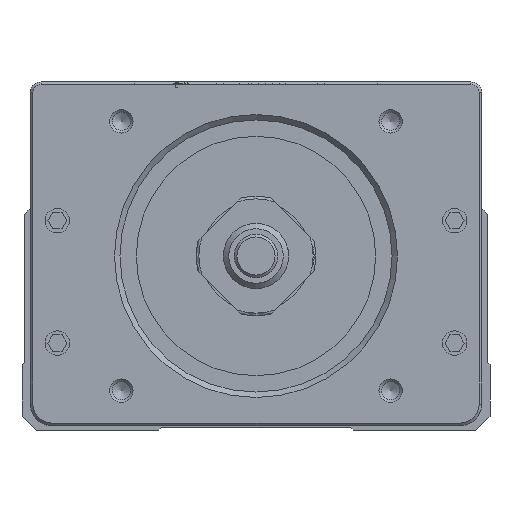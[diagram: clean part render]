
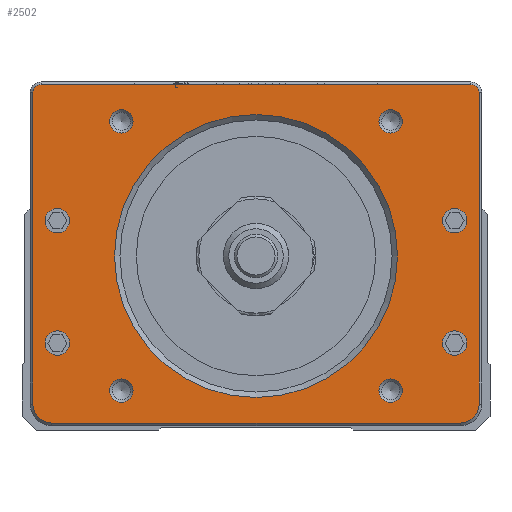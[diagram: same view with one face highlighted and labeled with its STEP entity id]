
A CAD part, front view. The second image highlights one B-rep face of the part: STEP entity #2502.
In plain terms, the highlighted planar face has unit normal (0, -1, 0).
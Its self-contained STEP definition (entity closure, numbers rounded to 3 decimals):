
#967=FACE_BOUND('',#5290,.T.);
#968=FACE_BOUND('',#5291,.T.);
#969=FACE_BOUND('',#5292,.T.);
#970=FACE_BOUND('',#5293,.T.);
#971=FACE_BOUND('',#5294,.T.);
#972=FACE_BOUND('',#5295,.T.);
#973=FACE_BOUND('',#5296,.T.);
#974=FACE_BOUND('',#5297,.T.);
#975=FACE_BOUND('',#5298,.T.);
#976=FACE_BOUND('',#5299,.T.);
#1715=CIRCLE('',#20370,2.15);
#1716=CIRCLE('',#20371,2.15);
#1717=CIRCLE('',#20372,2.15);
#1718=CIRCLE('',#20373,2.15);
#1719=CIRCLE('',#20374,26.);
#1720=CIRCLE('',#20375,1.5);
#1721=CIRCLE('',#20376,1.5);
#1722=CIRCLE('',#20377,3.5);
#1723=CIRCLE('',#20378,3.5);
#1724=CIRCLE('',#20379,2.25);
#1725=CIRCLE('',#20380,2.25);
#1726=CIRCLE('',#20381,2.25);
#1727=CIRCLE('',#20382,2.25);
#2502=ADVANCED_FACE('',(#967,#968,#969,#970,#971,#972,#973,#974,#975,#976),
#3456,.F.);
#3456=PLANE('',#20383);
#5290=EDGE_LOOP('',(#8852));
#5291=EDGE_LOOP('',(#8853));
#5292=EDGE_LOOP('',(#8854));
#5293=EDGE_LOOP('',(#8855));
#5294=EDGE_LOOP('',(#8856));
#5295=EDGE_LOOP('',(#8857,#8858,#8859,#8860,#8861,#8862,#8863,#8864));
#5296=EDGE_LOOP('',(#8865));
#5297=EDGE_LOOP('',(#8866));
#5298=EDGE_LOOP('',(#8867));
#5299=EDGE_LOOP('',(#8868));
#8852=ORIENTED_EDGE('',*,*,#14764,.T.);
#8853=ORIENTED_EDGE('',*,*,#14765,.T.);
#8854=ORIENTED_EDGE('',*,*,#14766,.T.);
#8855=ORIENTED_EDGE('',*,*,#14767,.T.);
#8856=ORIENTED_EDGE('',*,*,#14768,.T.);
#8857=ORIENTED_EDGE('',*,*,#14769,.T.);
#8858=ORIENTED_EDGE('',*,*,#14770,.T.);
#8859=ORIENTED_EDGE('',*,*,#14771,.T.);
#8860=ORIENTED_EDGE('',*,*,#14772,.T.);
#8861=ORIENTED_EDGE('',*,*,#14773,.T.);
#8862=ORIENTED_EDGE('',*,*,#14774,.T.);
#8863=ORIENTED_EDGE('',*,*,#14775,.T.);
#8864=ORIENTED_EDGE('',*,*,#14776,.T.);
#8865=ORIENTED_EDGE('',*,*,#14777,.T.);
#8866=ORIENTED_EDGE('',*,*,#14778,.T.);
#8867=ORIENTED_EDGE('',*,*,#14779,.T.);
#8868=ORIENTED_EDGE('',*,*,#14780,.T.);
#12510=VERTEX_POINT('',#30691);
#12511=VERTEX_POINT('',#30693);
#12512=VERTEX_POINT('',#30695);
#12513=VERTEX_POINT('',#30697);
#12514=VERTEX_POINT('',#30699);
#12515=VERTEX_POINT('',#30701);
#12516=VERTEX_POINT('',#30702);
#12517=VERTEX_POINT('',#30704);
#12518=VERTEX_POINT('',#30706);
#12519=VERTEX_POINT('',#30708);
#12520=VERTEX_POINT('',#30710);
#12521=VERTEX_POINT('',#30712);
#12522=VERTEX_POINT('',#30714);
#12523=VERTEX_POINT('',#30717);
#12524=VERTEX_POINT('',#30719);
#12525=VERTEX_POINT('',#30721);
#12526=VERTEX_POINT('',#30723);
#14764=EDGE_CURVE('',#12510,#12510,#1715,.T.);
#14765=EDGE_CURVE('',#12511,#12511,#1716,.T.);
#14766=EDGE_CURVE('',#12512,#12512,#1717,.T.);
#14767=EDGE_CURVE('',#12513,#12513,#1718,.T.);
#14768=EDGE_CURVE('',#12514,#12514,#1719,.T.);
#14769=EDGE_CURVE('',#12515,#12516,#16960,.T.);
#14770=EDGE_CURVE('',#12516,#12517,#1720,.T.);
#14771=EDGE_CURVE('',#12517,#12518,#16961,.T.);
#14772=EDGE_CURVE('',#12518,#12519,#1721,.T.);
#14773=EDGE_CURVE('',#12519,#12520,#16962,.T.);
#14774=EDGE_CURVE('',#12520,#12521,#1722,.T.);
#14775=EDGE_CURVE('',#12521,#12522,#16963,.T.);
#14776=EDGE_CURVE('',#12522,#12515,#1723,.T.);
#14777=EDGE_CURVE('',#12523,#12523,#1724,.T.);
#14778=EDGE_CURVE('',#12524,#12524,#1725,.T.);
#14779=EDGE_CURVE('',#12525,#12525,#1726,.T.);
#14780=EDGE_CURVE('',#12526,#12526,#1727,.T.);
#16960=LINE('',#30700,#18795);
#16961=LINE('',#30705,#18796);
#16962=LINE('',#30709,#18797);
#16963=LINE('',#30713,#18798);
#18795=VECTOR('',#24012,1.);
#18796=VECTOR('',#24015,1.);
#18797=VECTOR('',#24018,1.);
#18798=VECTOR('',#24021,1.);
#20370=AXIS2_PLACEMENT_3D('',#30690,#24002,#24003);
#20371=AXIS2_PLACEMENT_3D('',#30692,#24004,#24005);
#20372=AXIS2_PLACEMENT_3D('',#30694,#24006,#24007);
#20373=AXIS2_PLACEMENT_3D('',#30696,#24008,#24009);
#20374=AXIS2_PLACEMENT_3D('',#30698,#24010,#24011);
#20375=AXIS2_PLACEMENT_3D('',#30703,#24013,#24014);
#20376=AXIS2_PLACEMENT_3D('',#30707,#24016,#24017);
#20377=AXIS2_PLACEMENT_3D('',#30711,#24019,#24020);
#20378=AXIS2_PLACEMENT_3D('',#30715,#24022,#24023);
#20379=AXIS2_PLACEMENT_3D('',#30716,#24024,#24025);
#20380=AXIS2_PLACEMENT_3D('',#30718,#24026,#24027);
#20381=AXIS2_PLACEMENT_3D('',#30720,#24028,#24029);
#20382=AXIS2_PLACEMENT_3D('',#30722,#24030,#24031);
#20383=AXIS2_PLACEMENT_3D('',#30724,#24032,#24033);
#24002=DIRECTION('',(0.,1.,0.));
#24003=DIRECTION('',(0.,0.,1.));
#24004=DIRECTION('',(0.,1.,0.));
#24005=DIRECTION('',(0.,0.,1.));
#24006=DIRECTION('',(0.,1.,0.));
#24007=DIRECTION('',(0.,0.,1.));
#24008=DIRECTION('',(0.,1.,0.));
#24009=DIRECTION('',(0.,0.,1.));
#24010=DIRECTION('',(0.,1.,0.));
#24011=DIRECTION('',(0.,0.,1.));
#24012=DIRECTION('',(0.,0.,1.));
#24013=DIRECTION('',(0.,-1.,0.));
#24014=DIRECTION('',(0.,0.,1.));
#24015=DIRECTION('',(-1.,0.,0.));
#24016=DIRECTION('',(0.,-1.,0.));
#24017=DIRECTION('',(0.,0.,1.));
#24018=DIRECTION('',(0.,0.,-1.));
#24019=DIRECTION('',(0.,-1.,0.));
#24020=DIRECTION('',(0.,0.,1.));
#24021=DIRECTION('',(1.,0.,0.));
#24022=DIRECTION('',(0.,-1.,0.));
#24023=DIRECTION('',(0.,0.,1.));
#24024=DIRECTION('',(0.,1.,0.));
#24025=DIRECTION('',(0.,0.,1.));
#24026=DIRECTION('',(0.,1.,0.));
#24027=DIRECTION('',(0.,0.,1.));
#24028=DIRECTION('',(0.,1.,0.));
#24029=DIRECTION('',(0.,0.,1.));
#24030=DIRECTION('',(0.,1.,0.));
#24031=DIRECTION('',(0.,0.,1.));
#24032=DIRECTION('',(0.,1.,0.));
#24033=DIRECTION('',(0.,0.,-1.));
#30690=CARTESIAN_POINT('',(-24.749,-236.633,7.251));
#30691=CARTESIAN_POINT('',(-24.749,-236.633,9.401));
#30692=CARTESIAN_POINT('',(24.749,-236.633,56.749));
#30693=CARTESIAN_POINT('',(24.749,-236.633,58.899));
#30694=CARTESIAN_POINT('',(-24.749,-236.633,56.749));
#30695=CARTESIAN_POINT('',(-24.749,-236.633,58.899));
#30696=CARTESIAN_POINT('',(24.749,-236.633,7.251));
#30697=CARTESIAN_POINT('',(24.749,-236.633,9.401));
#30698=CARTESIAN_POINT('',(0.,-236.633,32.));
#30699=CARTESIAN_POINT('',(0.,-236.633,58.));
#30700=CARTESIAN_POINT('',(41.,-236.633,60.));
#30701=CARTESIAN_POINT('',(41.,-236.633,4.8));
#30702=CARTESIAN_POINT('',(41.,-236.633,62.));
#30703=CARTESIAN_POINT('',(39.5,-236.633,62.));
#30704=CARTESIAN_POINT('',(39.5,-236.633,63.5));
#30705=CARTESIAN_POINT('',(39.,-236.633,63.5));
#30706=CARTESIAN_POINT('',(-39.5,-236.633,63.5));
#30707=CARTESIAN_POINT('',(-39.5,-236.633,62.));
#30708=CARTESIAN_POINT('',(-41.,-236.633,62.));
#30709=CARTESIAN_POINT('',(-41.,-236.633,60.));
#30710=CARTESIAN_POINT('',(-41.,-236.633,4.8));
#30711=CARTESIAN_POINT('',(-37.5,-236.633,4.8));
#30712=CARTESIAN_POINT('',(-37.5,-236.633,1.3));
#30713=CARTESIAN_POINT('',(39.,-236.633,1.3));
#30714=CARTESIAN_POINT('',(37.5,-236.633,1.3));
#30715=CARTESIAN_POINT('',(37.5,-236.633,4.8));
#30716=CARTESIAN_POINT('',(-36.5,-236.633,38.5));
#30717=CARTESIAN_POINT('',(-36.5,-236.633,40.75));
#30718=CARTESIAN_POINT('',(-36.5,-236.633,16.));
#30719=CARTESIAN_POINT('',(-36.5,-236.633,18.25));
#30720=CARTESIAN_POINT('',(36.5,-236.633,38.5));
#30721=CARTESIAN_POINT('',(36.5,-236.633,40.75));
#30722=CARTESIAN_POINT('',(36.5,-236.633,16.));
#30723=CARTESIAN_POINT('',(36.5,-236.633,18.25));
#30724=CARTESIAN_POINT('',(39.,-236.633,60.));
